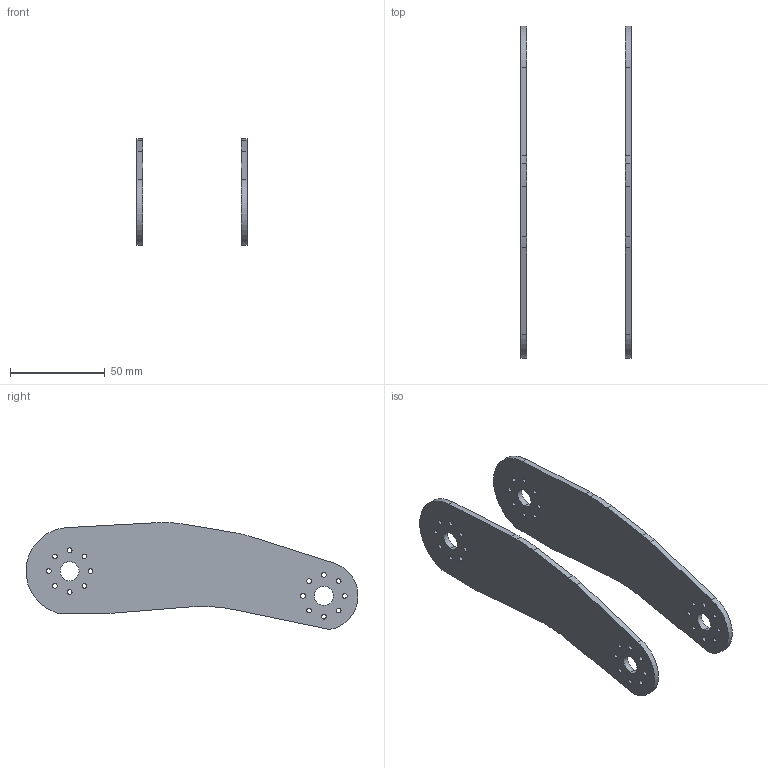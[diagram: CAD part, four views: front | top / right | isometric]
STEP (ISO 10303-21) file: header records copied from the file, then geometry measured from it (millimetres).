
FILE_DESCRIPTION (( 'STEP AP203' ), '1' );
FILE_NAME ('left_flextion_part_Default_sldprt.STEP', '2018-08-27T14:13:17', ( '' ), ( '' ), 'SwSTEP 2.0', 'SolidWorks 2018', '' );
FILE_SCHEMA (( 'CONFIG_CONTROL_DESIGN' ));
Length unit declared in the file: millimetre
Products named in the file (1): left_flextion_part_Default_sldprt
Bounding box: 58 x 174.95 x 56.35 mm (x, y, z)
Volume: 40708.5 mm3; surface area: 30675.3 mm2
Topology: 2 solids, 2 shells, 102 faces, 294 edges, 196 vertices
Faces by surface type: cylinder 86, plane 16
Entity records: 3669 total; most frequent: DIRECTION 672, CARTESIAN_POINT 593, ORIENTED_EDGE 588, EDGE_CURVE 294, AXIS2_PLACEMENT_3D 275, VERTEX_POINT 196, EDGE_LOOP 174, CIRCLE 172
